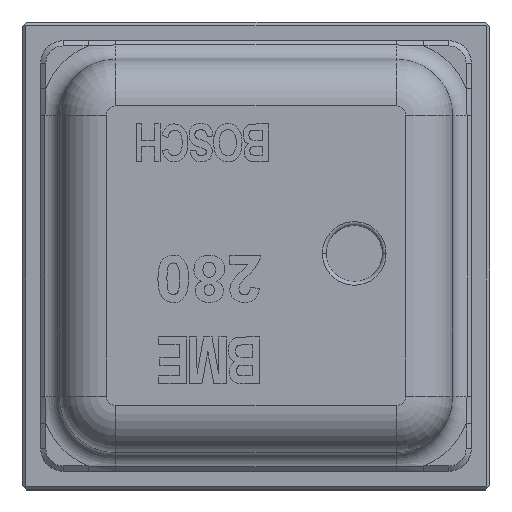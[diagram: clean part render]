
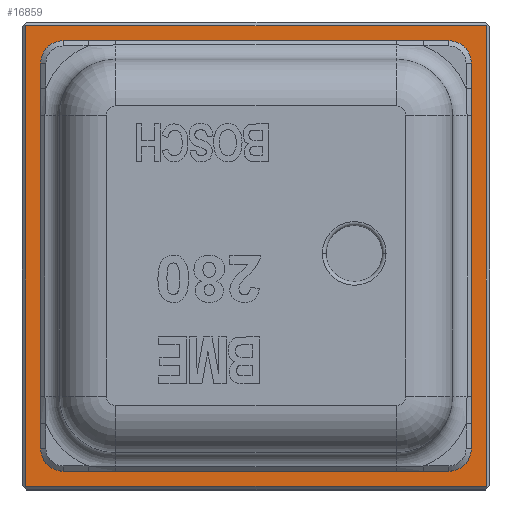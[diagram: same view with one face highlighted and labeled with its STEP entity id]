
A CAD part, top view. The second image highlights one B-rep face of the part: STEP entity #16859.
In plain terms, the highlighted planar face has unit normal (0, 0, 1).
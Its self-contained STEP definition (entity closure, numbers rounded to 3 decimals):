
#202 = CARTESIAN_POINT ( 'NONE',  ( 1.15, -1.03, 0.13 ) ) ;
#387 = CARTESIAN_POINT ( 'NONE',  ( -1.03, -1.15, 0.13 ) ) ;
#607 = EDGE_LOOP ( 'NONE', ( #2442, #14917, #6547, #5598 ) ) ;
#742 = LINE ( 'NONE', #7379, #4197 ) ;
#863 = DIRECTION ( 'NONE',  ( 0., -1., 0. ) ) ;
#1124 = CARTESIAN_POINT ( 'NONE',  ( -1.23, -1.225, 0.13 ) ) ;
#1532 = CARTESIAN_POINT ( 'NONE',  ( -1.15, 1.03, 0.13 ) ) ;
#1545 = AXIS2_PLACEMENT_3D ( 'NONE', #8418, #16340, #8510 ) ;
#1978 = VERTEX_POINT ( 'NONE', #13083 ) ;
#2181 = DIRECTION ( 'NONE',  ( 1., 0., 0. ) ) ;
#2293 = ORIENTED_EDGE ( 'NONE', *, *, #2864, .F. ) ;
#2442 = ORIENTED_EDGE ( 'NONE', *, *, #15470, .T. ) ;
#2511 = VECTOR ( 'NONE', #3317, 1000. ) ;
#2616 = VERTEX_POINT ( 'NONE', #9700 ) ;
#2864 = EDGE_CURVE ( 'NONE', #5170, #12911, #5840, .T. ) ;
#2867 = EDGE_CURVE ( 'NONE', #6110, #7380, #5137, .T. ) ;
#2950 = VECTOR ( 'NONE', #11050, 1000. ) ;
#3254 = VERTEX_POINT ( 'NONE', #202 ) ;
#3317 = DIRECTION ( 'NONE',  ( 0., 1., 0. ) ) ;
#3321 = FACE_OUTER_BOUND ( 'NONE', #607, .T. ) ;
#3523 = CARTESIAN_POINT ( 'NONE',  ( 1.03, -1.15, 0.13 ) ) ;
#3609 = DIRECTION ( 'NONE',  ( -1., 0., 0. ) ) ;
#3871 = CARTESIAN_POINT ( 'NONE',  ( -1.15, -1.03, 0.13 ) ) ;
#4024 = EDGE_CURVE ( 'NONE', #3254, #7033, #4845, .T. ) ;
#4197 = VECTOR ( 'NONE', #12624, 1000. ) ;
#4610 = LINE ( 'NONE', #9646, #2511 ) ;
#4734 = AXIS2_PLACEMENT_3D ( 'NONE', #8987, #6159, #6241 ) ;
#4845 = LINE ( 'NONE', #15045, #8476 ) ;
#5125 = DIRECTION ( 'NONE',  ( 0., 0., -1. ) ) ;
#5137 = CIRCLE ( 'NONE', #1545, 0.12 ) ;
#5170 = VERTEX_POINT ( 'NONE', #387 ) ;
#5249 = ORIENTED_EDGE ( 'NONE', *, *, #6208, .T. ) ;
#5295 = EDGE_CURVE ( 'NONE', #6110, #8078, #742, .T. ) ;
#5301 = VERTEX_POINT ( 'NONE', #14922 ) ;
#5598 = ORIENTED_EDGE ( 'NONE', *, *, #10705, .T. ) ;
#5756 = DIRECTION ( 'NONE',  ( 1., 0., 0. ) ) ;
#5788 = CARTESIAN_POINT ( 'NONE',  ( -1.03, 1.15, 0.13 ) ) ;
#5840 = LINE ( 'NONE', #7317, #16381 ) ;
#5863 = LINE ( 'NONE', #13775, #10989 ) ;
#6110 = VERTEX_POINT ( 'NONE', #1532 ) ;
#6159 = DIRECTION ( 'NONE',  ( 0., 0., 1. ) ) ;
#6208 = EDGE_CURVE ( 'NONE', #5170, #8078, #7756, .T. ) ;
#6241 = DIRECTION ( 'NONE',  ( 1., 0., 0. ) ) ;
#6251 = EDGE_CURVE ( 'NONE', #3254, #12911, #6385, .T. ) ;
#6320 = ORIENTED_EDGE ( 'NONE', *, *, #5295, .F. ) ;
#6385 = CIRCLE ( 'NONE', #13241, 0.12 ) ;
#6547 = ORIENTED_EDGE ( 'NONE', *, *, #16102, .T. ) ;
#7033 = VERTEX_POINT ( 'NONE', #14400 ) ;
#7256 = EDGE_CURVE ( 'NONE', #7843, #7380, #8384, .T. ) ;
#7277 = ORIENTED_EDGE ( 'NONE', *, *, #2867, .T. ) ;
#7317 = CARTESIAN_POINT ( 'NONE',  ( 1.15, -1.15, 0.13 ) ) ;
#7379 = CARTESIAN_POINT ( 'NONE',  ( -1.15, -1.15, 0.13 ) ) ;
#7380 = VERTEX_POINT ( 'NONE', #5788 ) ;
#7756 = CIRCLE ( 'NONE', #8302, 0.12 ) ;
#7843 = VERTEX_POINT ( 'NONE', #8574 ) ;
#8078 = VERTEX_POINT ( 'NONE', #3871 ) ;
#8302 = AXIS2_PLACEMENT_3D ( 'NONE', #12277, #13644, #10888 ) ;
#8356 = DIRECTION ( 'NONE',  ( 0., 1., 0. ) ) ;
#8362 = CIRCLE ( 'NONE', #8923, 0.12 ) ;
#8384 = LINE ( 'NONE', #13629, #2950 ) ;
#8418 = CARTESIAN_POINT ( 'NONE',  ( -1.03, 1.03, 0.13 ) ) ;
#8476 = VECTOR ( 'NONE', #8356, 1000. ) ;
#8510 = DIRECTION ( 'NONE',  ( 1., 0., 0. ) ) ;
#8571 = ORIENTED_EDGE ( 'NONE', *, *, #7256, .F. ) ;
#8574 = CARTESIAN_POINT ( 'NONE',  ( 1.03, 1.15, 0.13 ) ) ;
#8753 = DIRECTION ( 'NONE',  ( 1., 0., 0. ) ) ;
#8822 = CARTESIAN_POINT ( 'NONE',  ( 1.03, 1.03, 0.13 ) ) ;
#8923 = AXIS2_PLACEMENT_3D ( 'NONE', #8822, #5125, #9070 ) ;
#8933 = VECTOR ( 'NONE', #3609, 1000. ) ;
#8987 = CARTESIAN_POINT ( 'NONE',  ( 0., 0., 0.13 ) ) ;
#9070 = DIRECTION ( 'NONE',  ( 1., 0., 0. ) ) ;
#9245 = EDGE_CURVE ( 'NONE', #2616, #14535, #5863, .T. ) ;
#9272 = CARTESIAN_POINT ( 'NONE',  ( 1.23, -1.23, 0.13 ) ) ;
#9646 = CARTESIAN_POINT ( 'NONE',  ( 1.23, 1.225, 0.13 ) ) ;
#9650 = PLANE ( 'NONE',  #4734 ) ;
#9700 = CARTESIAN_POINT ( 'NONE',  ( -1.23, -1.23, 0.13 ) ) ;
#9908 = FACE_BOUND ( 'NONE', #10493, .T. ) ;
#10196 = DIRECTION ( 'NONE',  ( 0., 0., -1. ) ) ;
#10293 = EDGE_CURVE ( 'NONE', #7843, #7033, #8362, .T. ) ;
#10493 = EDGE_LOOP ( 'NONE', ( #6320, #7277, #8571, #11087, #11013, #11531, #2293, #5249 ) ) ;
#10705 = EDGE_CURVE ( 'NONE', #1978, #5301, #15361, .T. ) ;
#10888 = DIRECTION ( 'NONE',  ( 1., 0., 0. ) ) ;
#10989 = VECTOR ( 'NONE', #2181, 1000. ) ;
#11013 = ORIENTED_EDGE ( 'NONE', *, *, #4024, .F. ) ;
#11050 = DIRECTION ( 'NONE',  ( -1., 0., 0. ) ) ;
#11087 = ORIENTED_EDGE ( 'NONE', *, *, #10293, .T. ) ;
#11531 = ORIENTED_EDGE ( 'NONE', *, *, #6251, .T. ) ;
#12277 = CARTESIAN_POINT ( 'NONE',  ( -1.03, -1.03, 0.13 ) ) ;
#12624 = DIRECTION ( 'NONE',  ( 0., -1., 0. ) ) ;
#12911 = VERTEX_POINT ( 'NONE', #3523 ) ;
#13083 = CARTESIAN_POINT ( 'NONE',  ( 1.23, 1.23, 0.13 ) ) ;
#13241 = AXIS2_PLACEMENT_3D ( 'NONE', #15439, #10196, #8753 ) ;
#13629 = CARTESIAN_POINT ( 'NONE',  ( 1.15, 1.15, 0.13 ) ) ;
#13644 = DIRECTION ( 'NONE',  ( 0., 0., -1. ) ) ;
#13775 = CARTESIAN_POINT ( 'NONE',  ( 1.225, -1.23, 0.13 ) ) ;
#14400 = CARTESIAN_POINT ( 'NONE',  ( 1.15, 1.03, 0.13 ) ) ;
#14535 = VERTEX_POINT ( 'NONE', #9272 ) ;
#14917 = ORIENTED_EDGE ( 'NONE', *, *, #9245, .T. ) ;
#14922 = CARTESIAN_POINT ( 'NONE',  ( -1.23, 1.23, 0.13 ) ) ;
#15045 = CARTESIAN_POINT ( 'NONE',  ( 1.15, -1.15, 0.13 ) ) ;
#15361 = LINE ( 'NONE', #16928, #8933 ) ;
#15439 = CARTESIAN_POINT ( 'NONE',  ( 1.03, -1.03, 0.13 ) ) ;
#15470 = EDGE_CURVE ( 'NONE', #5301, #2616, #15538, .T. ) ;
#15538 = LINE ( 'NONE', #1124, #16509 ) ;
#16102 = EDGE_CURVE ( 'NONE', #14535, #1978, #4610, .T. ) ;
#16340 = DIRECTION ( 'NONE',  ( 0., 0., -1. ) ) ;
#16381 = VECTOR ( 'NONE', #5756, 1000. ) ;
#16509 = VECTOR ( 'NONE', #863, 1000. ) ;
#16859 = ADVANCED_FACE ( 'NONE', ( #3321, #9908 ), #9650, .T. ) ;
#16928 = CARTESIAN_POINT ( 'NONE',  ( -1.225, 1.23, 0.13 ) ) ;
